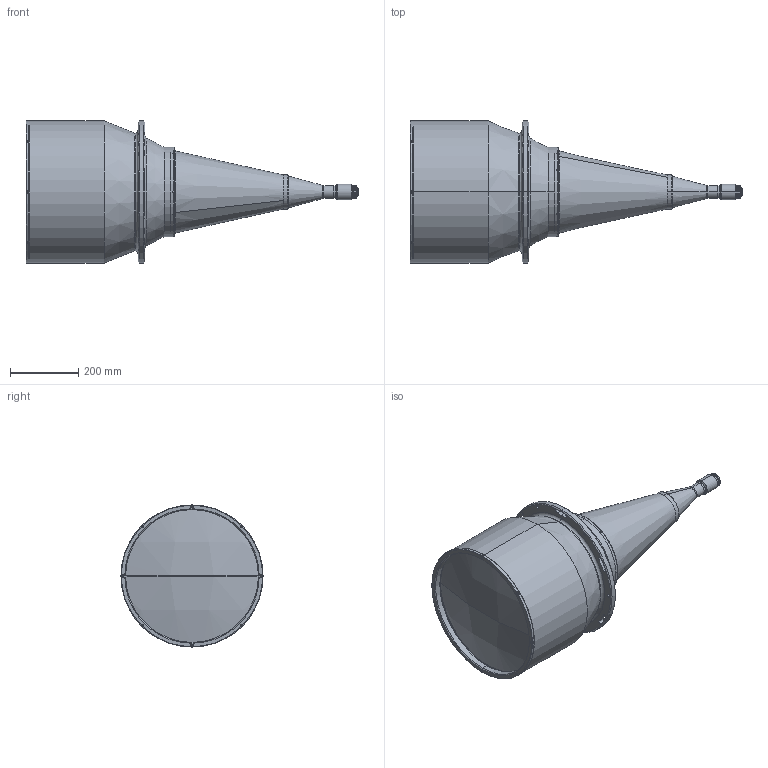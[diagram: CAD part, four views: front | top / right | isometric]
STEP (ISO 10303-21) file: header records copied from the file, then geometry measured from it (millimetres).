
FILE_DESCRIPTION (( 'STEP AP203' ), '1' );
FILE_NAME ('DP32134-A_TC4MHRP308-C.step', '2022-06-13T14:05:50', ( '' ), ( '' ), 'SwSTEP 2.0', 'SolidWorks 2021', '' );
FILE_SCHEMA (( 'CONFIG_CONTROL_DESIGN' ));
Length unit declared in the file: millimetre
Products named in the file (1): DP32134-A_TC4MHRP308-C
Bounding box: 974.91 x 417 x 417 mm (x, y, z)
Surface area: 1086772.6 mm2 (no closed solid volume)
Topology: 0 solids, 27 shells, 277 faces, 891 edges, 625 vertices
Faces by surface type: cylinder 127, plane 61, torus 55, cone 26, bspline 6, sphere 2
Entity records: 10915 total; most frequent: CARTESIAN_POINT 2680, DIRECTION 1889, ORIENTED_EDGE 1453, EDGE_CURVE 891, AXIS2_PLACEMENT_3D 772, VERTEX_POINT 625, CIRCLE 500, EDGE_LOOP 357
